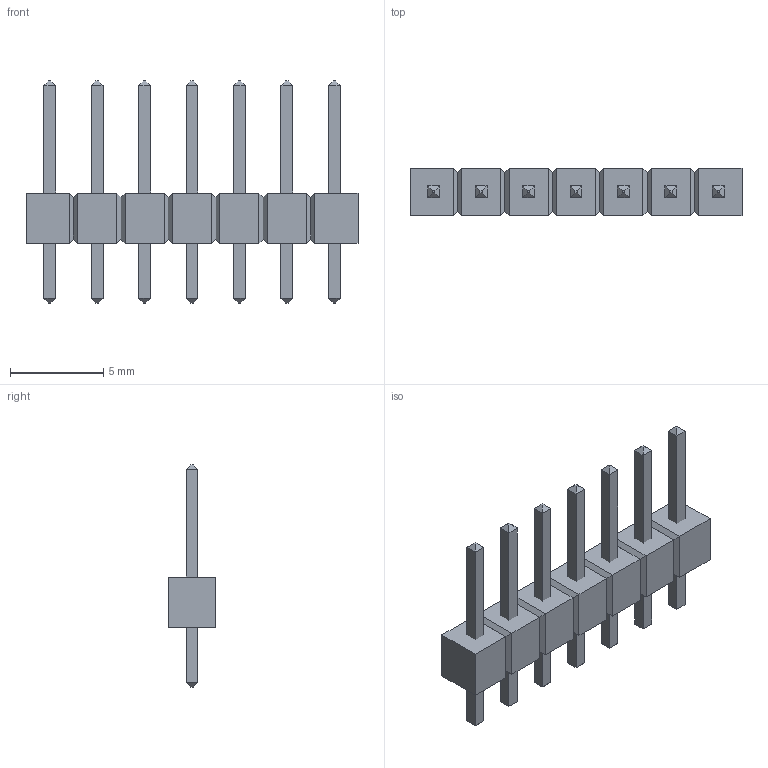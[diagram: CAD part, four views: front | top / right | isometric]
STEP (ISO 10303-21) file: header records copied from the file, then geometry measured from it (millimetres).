
FILE_DESCRIPTION(('HOOPS Exchange Step'),'2;1');
FILE_NAME('61300711121.stp','2023-09-15T07:43:07-07:00',('RBI'),('None'),'HOOPS Exchange 2022.2','SOLIDWORKS MBD','None');
FILE_SCHEMA( ('AP242_MANAGED_MODEL_BASED_3D_ENGINEERING_MIM_LF {1 0 10303 442 1 1 4 }') );
Length unit declared in the file: inch
Products named in the file (3): Body.stp-1; LeadsArray.stp-1; Default
Assembly tree (2 placements, depth 2):
  Default
    Body.stp-1
    LeadsArray.stp-1
Bounding box: 17.78 x 2.54 x 11.89 mm (x, y, z)
Volume: 151.7 mm3; surface area: 419.8 mm2
Topology: 8 solids, 8 shells, 176 faces, 352 edges, 192 vertices
Faces by surface type: plane 176
Entity records: 4395 total; most frequent: CARTESIAN_POINT 729, DIRECTION 720, ORIENTED_EDGE 704, VECTOR 352, LINE 352, EDGE_CURVE 352, VERTEX_POINT 192, AXIS2_PLACEMENT_3D 184
